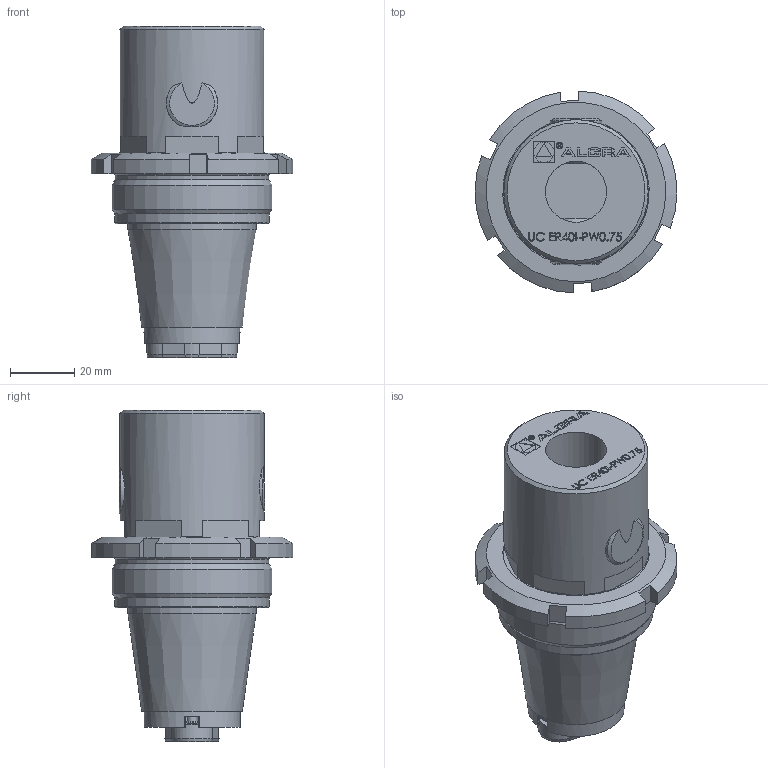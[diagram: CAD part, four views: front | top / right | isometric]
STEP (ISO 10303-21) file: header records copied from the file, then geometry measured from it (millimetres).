
FILE_DESCRIPTION (( 'STEP AP214' ), '1' );
FILE_NAME ('UCER40I-PW0.75.STEP', '2024-01-09T14:11:34', ( '' ), ( '' ), 'SwSTEP 2.0', 'SolidWorks 2023', '' );
FILE_SCHEMA (( 'AUTOMOTIVE_DESIGN' ));
Length unit declared in the file: millimetre
Products named in the file (1): UCER40I-PW0.75
Bounding box: 62.99 x 62.99 x 103.5 mm (x, y, z)
Volume: 136800.2 mm3; surface area: 23695.3 mm2
Topology: 1 solids, 1 shells, 436 faces, 1166 edges, 770 vertices
Faces by surface type: plane 272, cylinder 76, bspline 62, cone 23, torus 3
Full cylindrical faces by diameter (mm): 1.7 x1, 2.1 x1, 2.3 x1, 3 x3, 6.366 x1, 19.05 x1, 30 x1, 39.95 x2, 45 x1, 45.7 x1, 48 x1, 48.3 x1, 50 x1
Entity records: 20256 total; most frequent: CARTESIAN_POINT 6929, ORIENTED_EDGE 2240, DIRECTION 1902, EDGE_CURVE 1120, VERTEX_POINT 753, LINE 746, VECTOR 746, AXIS2_PLACEMENT_3D 578
